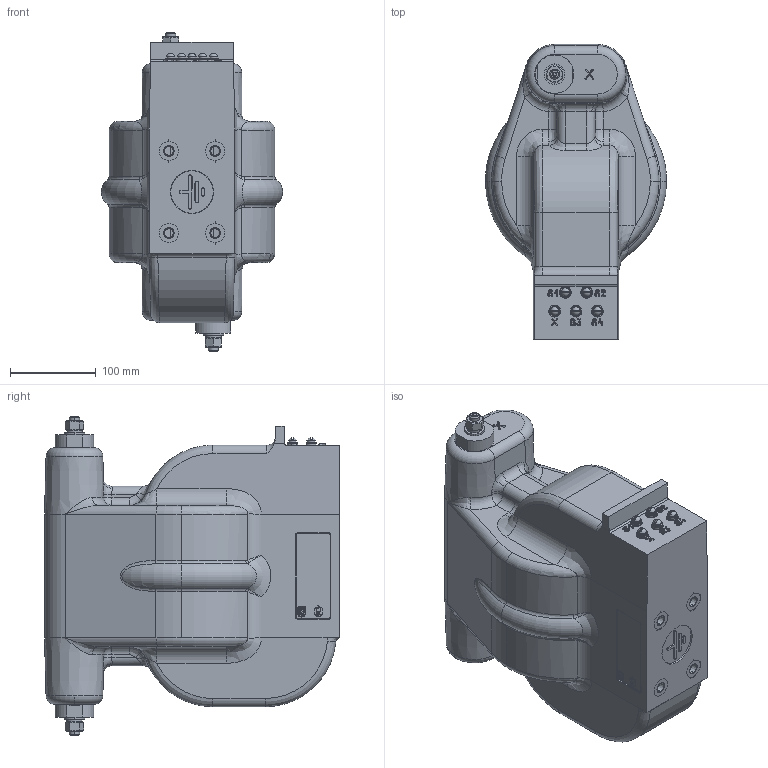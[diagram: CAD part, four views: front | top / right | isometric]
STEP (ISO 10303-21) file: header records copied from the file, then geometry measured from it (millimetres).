
FILE_DESCRIPTION (( 'STEP AP203' ), '1' );
FILE_NAME ('恂旆.STEP', '2018-01-18T03:14:48', ( '' ), ( '' ), 'SwSTEP 2.0', 'SolidWorks 2010', '' );
FILE_SCHEMA (( 'CONFIG_CONTROL_DESIGN' ));
Length unit declared in the file: millimetre
Products named in the file (1): 恂旆
Bounding box: 211.88 x 345 x 374 mm (x, y, z)
Surface area: 367263.2 mm2 (no closed solid volume)
Topology: 0 solids, 47 shells, 517 faces, 1491 edges, 1010 vertices
Faces by surface type: plane 193, cylinder 113, cone 93, bspline 56, torus 48, sphere 14
Entity records: 21905 total; most frequent: CARTESIAN_POINT 8485, DIRECTION 2900, ORIENTED_EDGE 2561, EDGE_CURVE 1487, AXIS2_PLACEMENT_3D 1137, VERTEX_POINT 1010, CIRCLE 675, LINE 626
